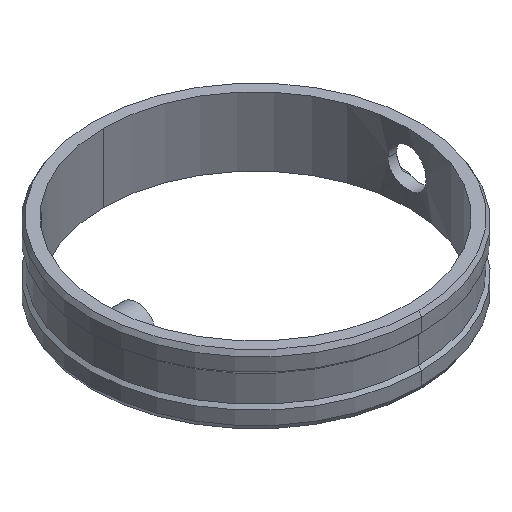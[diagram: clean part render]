
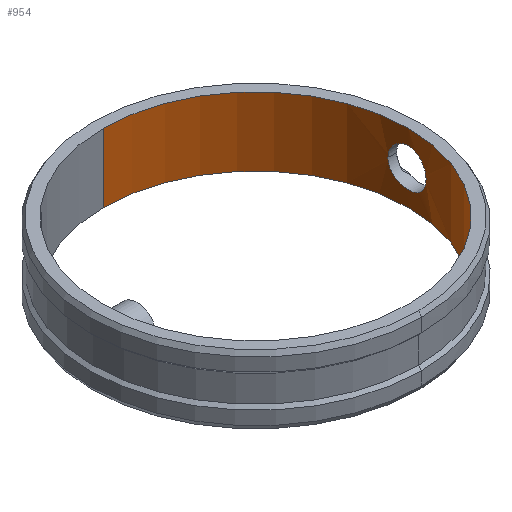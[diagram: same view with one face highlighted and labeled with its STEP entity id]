
A CAD part, isometric view. The second image highlights one B-rep face of the part: STEP entity #954.
In plain terms, the highlighted cylindrical face has radius 20 mm (diameter 40 mm), a partial arc.
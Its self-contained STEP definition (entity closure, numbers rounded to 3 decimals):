
#764=CARTESIAN_POINT('',(0.,-20.,0.));
#765=VERTEX_POINT('',#764);
#766=CARTESIAN_POINT('',(-0.,20.,0.));
#767=VERTEX_POINT('',#766);
#775=CARTESIAN_POINT('',(0.,0.,0.));
#776=DIRECTION('',(0.,0.,-1.));
#777=DIRECTION('',(0.,1.,0.));
#778=AXIS2_PLACEMENT_3D('',#775,#776,#777);
#779=CIRCLE('',#778,20.);
#780=EDGE_CURVE('',#767,#765,#779,.T.);
#795=CARTESIAN_POINT('',(0.,0.,0.));
#796=DIRECTION('',(0.,0.,-1.));
#797=DIRECTION('',(0.,-1.,0.));
#798=AXIS2_PLACEMENT_3D('',#795,#796,#797);
#799=CYLINDRICAL_SURFACE('',#798,20.);
#800=CARTESIAN_POINT('',(-0.,20.,9.));
#801=VERTEX_POINT('',#800);
#802=CARTESIAN_POINT('',(-0.,20.,0.));
#803=DIRECTION('',(-0.,-0.,1.));
#804=VECTOR('',#803,9.);
#805=LINE('',#802,#804);
#806=EDGE_CURVE('',#767,#801,#805,.T.);
#807=ORIENTED_EDGE('',*,*,#806,.F.);
#808=ORIENTED_EDGE('',*,*,#780,.T.);
#809=CARTESIAN_POINT('',(0.,-20.,9.));
#810=VERTEX_POINT('',#809);
#811=CARTESIAN_POINT('',(0.,-20.,0.));
#812=DIRECTION('',(0.,-0.,1.));
#813=VECTOR('',#812,9.);
#814=LINE('',#811,#813);
#815=EDGE_CURVE('',#765,#810,#814,.T.);
#816=ORIENTED_EDGE('',*,*,#815,.T.);
#817=CARTESIAN_POINT('',(0.,0.,9.));
#818=DIRECTION('',(0.,0.,-1.));
#819=DIRECTION('',(0.,1.,0.));
#820=AXIS2_PLACEMENT_3D('',#817,#818,#819);
#821=CIRCLE('',#820,20.);
#822=EDGE_CURVE('',#801,#810,#821,.T.);
#823=ORIENTED_EDGE('',*,*,#822,.F.);
#824=EDGE_LOOP('',(#807,#808,#816,#823));
#825=FACE_BOUND('',#824,.T.);
#826=CARTESIAN_POINT('',(19.843,-2.5,4.5));
#827=VERTEX_POINT('',#826);
#828=CARTESIAN_POINT('',(19.843,2.5,4.5));
#829=VERTEX_POINT('',#828);
#830=CARTESIAN_POINT('',(19.843,-2.5,4.5));
#831=CARTESIAN_POINT('',(19.843,-2.5,4.221));
#832=CARTESIAN_POINT('',(19.849,-2.452,3.939));
#833=CARTESIAN_POINT('',(19.86,-2.36,3.676));
#834=CARTESIAN_POINT('',(19.871,-2.269,3.413));
#835=CARTESIAN_POINT('',(19.887,-2.131,3.163));
#836=CARTESIAN_POINT('',(19.904,-1.958,2.945));
#837=CARTESIAN_POINT('',(19.921,-1.784,2.726));
#838=CARTESIAN_POINT('',(19.94,-1.57,2.535));
#839=CARTESIAN_POINT('',(19.955,-1.334,2.386));
#840=CARTESIAN_POINT('',(19.971,-1.097,2.236));
#841=CARTESIAN_POINT('',(19.985,-0.83,2.125));
#842=CARTESIAN_POINT('',(19.992,-0.557,2.063));
#843=CARTESIAN_POINT('',(20.,-0.284,2.001));
#844=CARTESIAN_POINT('',(20.002,0.003,1.984));
#845=CARTESIAN_POINT('',(19.998,0.28,2.016));
#846=CARTESIAN_POINT('',(19.994,0.556,2.047));
#847=CARTESIAN_POINT('',(19.984,0.83,2.126));
#848=CARTESIAN_POINT('',(19.971,1.081,2.246));
#849=CARTESIAN_POINT('',(19.957,1.332,2.366));
#850=CARTESIAN_POINT('',(19.94,1.565,2.531));
#851=CARTESIAN_POINT('',(19.922,1.762,2.727));
#852=CARTESIAN_POINT('',(19.905,1.961,2.924));
#853=CARTESIAN_POINT('',(19.887,2.128,3.158));
#854=CARTESIAN_POINT('',(19.873,2.25,3.41));
#855=CARTESIAN_POINT('',(19.859,2.372,3.663));
#856=CARTESIAN_POINT('',(19.849,2.453,3.94));
#857=CARTESIAN_POINT('',(19.845,2.484,4.218));
#858=CARTESIAN_POINT('',(19.841,2.515,4.495));
#859=CARTESIAN_POINT('',(19.843,2.5,4.781));
#860=CARTESIAN_POINT('',(19.851,2.438,5.053));
#861=CARTESIAN_POINT('',(19.858,2.377,5.324));
#862=CARTESIAN_POINT('',(19.872,2.268,5.588));
#863=CARTESIAN_POINT('',(19.887,2.121,5.823));
#864=CARTESIAN_POINT('',(19.903,1.974,6.059));
#865=CARTESIAN_POINT('',(19.921,1.784,6.274));
#866=CARTESIAN_POINT('',(19.939,1.566,6.448));
#867=CARTESIAN_POINT('',(19.956,1.348,6.624));
#868=CARTESIAN_POINT('',(19.972,1.096,6.764));
#869=CARTESIAN_POINT('',(19.983,0.832,6.858));
#870=CARTESIAN_POINT('',(19.994,0.568,6.951));
#871=CARTESIAN_POINT('',(20.,0.284,7.));
#872=CARTESIAN_POINT('',(20.,0.004,7.));
#873=CARTESIAN_POINT('',(20.,-0.274,7.));
#874=CARTESIAN_POINT('',(19.994,-0.556,6.953));
#875=CARTESIAN_POINT('',(19.983,-0.819,6.862));
#876=CARTESIAN_POINT('',(19.972,-1.081,6.771));
#877=CARTESIAN_POINT('',(19.957,-1.332,6.634));
#878=CARTESIAN_POINT('',(19.94,-1.549,6.462));
#879=CARTESIAN_POINT('',(19.923,-1.769,6.289));
#880=CARTESIAN_POINT('',(19.904,-1.961,6.076));
#881=CARTESIAN_POINT('',(19.888,-2.111,5.84));
#882=CARTESIAN_POINT('',(19.872,-2.261,5.603));
#883=CARTESIAN_POINT('',(19.859,-2.372,5.337));
#884=CARTESIAN_POINT('',(19.851,-2.436,5.063));
#885=CARTESIAN_POINT('',(19.846,-2.478,4.879));
#886=CARTESIAN_POINT('',(19.843,-2.5,4.689));
#887=CARTESIAN_POINT('',(19.843,-2.5,4.5));
#888=B_SPLINE_CURVE_WITH_KNOTS('',3,(#830,#831,#832,#833,#834,#835,#836,#837,#838,#839,#840,#841,#842,#843,#844,#845,#846,#847,#848,#849,#850,#851,#852,#853,#854,#855,
#856,#857,#858,#859,#860,#861,#862,#863,#864,#865,#866,#867,#868,#869,#870,#871,#872,#873,#874,#875,#876,#877,#878,#879,#880,
#881,#882,#883,#884,#885,#886,#887),.UNSPECIFIED.,.T.,.F.,(4,3,3,3,3,3,3,3,3,3,3,3,3,3,3,3,3,3,3,4),(0.,0.053,0.107,0.16,0.214,0.268,0.321,0.375,0.428,0.482,0.536,0.589,0.642,0.696,0.75,0.803,0.857,0.91,0.964,1.),.UNSPECIFIED.);
#889=EDGE_CURVE('',#827,#829,#888,.T.);
#890=ORIENTED_EDGE('',*,*,#889,.T.);
#891=CARTESIAN_POINT('',(19.843,-2.5,4.5));
#892=CARTESIAN_POINT('',(19.843,-2.5,4.221));
#893=CARTESIAN_POINT('',(19.849,-2.452,3.939));
#894=CARTESIAN_POINT('',(19.86,-2.36,3.676));
#895=CARTESIAN_POINT('',(19.871,-2.269,3.413));
#896=CARTESIAN_POINT('',(19.887,-2.131,3.163));
#897=CARTESIAN_POINT('',(19.904,-1.958,2.945));
#898=CARTESIAN_POINT('',(19.921,-1.784,2.726));
#899=CARTESIAN_POINT('',(19.94,-1.57,2.535));
#900=CARTESIAN_POINT('',(19.955,-1.334,2.386));
#901=CARTESIAN_POINT('',(19.971,-1.097,2.236));
#902=CARTESIAN_POINT('',(19.985,-0.83,2.125));
#903=CARTESIAN_POINT('',(19.992,-0.557,2.063));
#904=CARTESIAN_POINT('',(20.,-0.284,2.001));
#905=CARTESIAN_POINT('',(20.002,0.003,1.984));
#906=CARTESIAN_POINT('',(19.998,0.28,2.016));
#907=CARTESIAN_POINT('',(19.994,0.556,2.047));
#908=CARTESIAN_POINT('',(19.984,0.83,2.126));
#909=CARTESIAN_POINT('',(19.971,1.081,2.246));
#910=CARTESIAN_POINT('',(19.957,1.332,2.366));
#911=CARTESIAN_POINT('',(19.94,1.565,2.531));
#912=CARTESIAN_POINT('',(19.922,1.762,2.727));
#913=CARTESIAN_POINT('',(19.905,1.961,2.924));
#914=CARTESIAN_POINT('',(19.887,2.128,3.158));
#915=CARTESIAN_POINT('',(19.873,2.25,3.41));
#916=CARTESIAN_POINT('',(19.859,2.372,3.663));
#917=CARTESIAN_POINT('',(19.849,2.453,3.94));
#918=CARTESIAN_POINT('',(19.845,2.484,4.218));
#919=CARTESIAN_POINT('',(19.841,2.515,4.495));
#920=CARTESIAN_POINT('',(19.843,2.5,4.781));
#921=CARTESIAN_POINT('',(19.851,2.438,5.053));
#922=CARTESIAN_POINT('',(19.858,2.377,5.324));
#923=CARTESIAN_POINT('',(19.872,2.268,5.588));
#924=CARTESIAN_POINT('',(19.887,2.121,5.823));
#925=CARTESIAN_POINT('',(19.903,1.974,6.059));
#926=CARTESIAN_POINT('',(19.921,1.784,6.274));
#927=CARTESIAN_POINT('',(19.939,1.566,6.448));
#928=CARTESIAN_POINT('',(19.956,1.348,6.624));
#929=CARTESIAN_POINT('',(19.972,1.096,6.764));
#930=CARTESIAN_POINT('',(19.983,0.832,6.858));
#931=CARTESIAN_POINT('',(19.994,0.568,6.951));
#932=CARTESIAN_POINT('',(20.,0.284,7.));
#933=CARTESIAN_POINT('',(20.,0.004,7.));
#934=CARTESIAN_POINT('',(20.,-0.274,7.));
#935=CARTESIAN_POINT('',(19.994,-0.556,6.953));
#936=CARTESIAN_POINT('',(19.983,-0.819,6.862));
#937=CARTESIAN_POINT('',(19.972,-1.081,6.771));
#938=CARTESIAN_POINT('',(19.957,-1.332,6.634));
#939=CARTESIAN_POINT('',(19.94,-1.549,6.462));
#940=CARTESIAN_POINT('',(19.923,-1.769,6.289));
#941=CARTESIAN_POINT('',(19.904,-1.961,6.076));
#942=CARTESIAN_POINT('',(19.888,-2.111,5.84));
#943=CARTESIAN_POINT('',(19.872,-2.261,5.603));
#944=CARTESIAN_POINT('',(19.859,-2.372,5.337));
#945=CARTESIAN_POINT('',(19.851,-2.436,5.063));
#946=CARTESIAN_POINT('',(19.846,-2.478,4.879));
#947=CARTESIAN_POINT('',(19.843,-2.5,4.689));
#948=CARTESIAN_POINT('',(19.843,-2.5,4.5));
#949=B_SPLINE_CURVE_WITH_KNOTS('',3,(#891,#892,#893,#894,#895,#896,#897,#898,#899,#900,#901,#902,#903,#904,#905,#906,#907,#908,#909,#910,#911,#912,#913,#914,#915,#916,
#917,#918,#919,#920,#921,#922,#923,#924,#925,#926,#927,#928,#929,#930,#931,#932,#933,#934,#935,#936,#937,#938,#939,#940,#941,
#942,#943,#944,#945,#946,#947,#948),.UNSPECIFIED.,.T.,.F.,(4,3,3,3,3,3,3,3,3,3,3,3,3,3,3,3,3,3,3,4),(0.,0.053,0.107,0.16,0.214,0.268,0.321,0.375,0.428,0.482,0.536,0.589,0.642,0.696,0.75,0.803,0.857,0.91,0.964,1.),.UNSPECIFIED.);
#950=EDGE_CURVE('',#829,#827,#949,.T.);
#951=ORIENTED_EDGE('',*,*,#950,.T.);
#952=EDGE_LOOP('',(#890,#951));
#953=FACE_BOUND('',#952,.T.);
#954=ADVANCED_FACE('',(#825,#953),#799,.F.);
